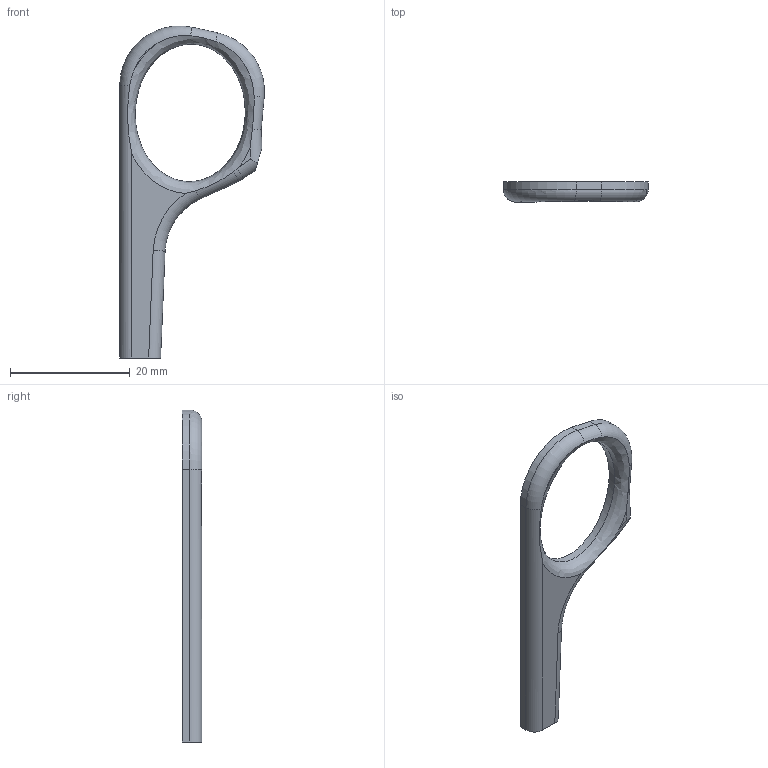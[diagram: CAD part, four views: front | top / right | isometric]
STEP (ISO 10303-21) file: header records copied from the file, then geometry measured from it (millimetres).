
FILE_DESCRIPTION(/* description */ (''),/* implementation_level */ '2;1');
FILE_NAME(/* name */ 'Scissors handle 2 (half 2).step',/* time_stamp */ '2017-08-07T12:25:19+02:00',/* author */ ('resaj'),/* organization */ (''),/* preprocessor_version */ 'ST-DEVELOPER v15.2',/* originating_system */ 'Autodesk Inventor 2014',/* authorisation */ '');
FILE_SCHEMA (('AUTOMOTIVE_DESIGN { 1 0 10303 214 3 1 1 }'));
Length unit declared in the file: millimetre
Products named in the file (1): Scissors handle 2 (half 2)
Bounding box: 24.2 x 3.3 x 55.55 mm (x, y, z)
Volume: 1278.4 mm3; surface area: 1570.5 mm2
Topology: 1 solids, 1 shells, 66 faces, 165 edges, 100 vertices
Faces by surface type: cylinder 28, plane 24, torus 8, sphere 4, bspline 2
Entity records: 2282 total; most frequent: CARTESIAN_POINT 642, DIRECTION 341, ORIENTED_EDGE 330, EDGE_CURVE 165, AXIS2_PLACEMENT_3D 130, VERTEX_POINT 100, LINE 81, VECTOR 81
